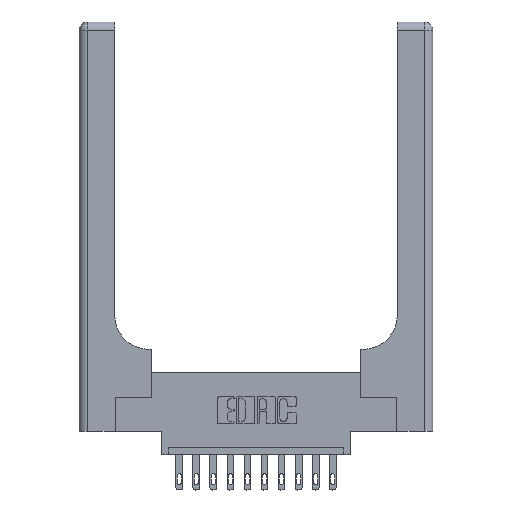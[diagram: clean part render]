
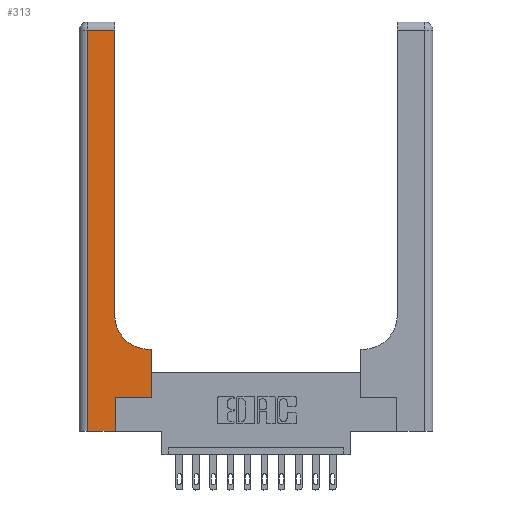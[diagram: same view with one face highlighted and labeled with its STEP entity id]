
A CAD part, top view. The second image highlights one B-rep face of the part: STEP entity #313.
In plain terms, the highlighted planar face has unit normal (0, 0, 1).
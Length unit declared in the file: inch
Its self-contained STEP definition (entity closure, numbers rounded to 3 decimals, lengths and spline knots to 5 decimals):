
#106 = LINE ( 'NONE', #350, #1228 ) ;
#313 = ADVANCED_FACE ( 'NONE', ( #786 ), #10791, .F. ) ;
#350 = CARTESIAN_POINT ( 'NONE',  ( 0.26, 3., 0.37 ) ) ;
#495 = EDGE_CURVE ( 'NONE', #1720, #6199, #2259, .T. ) ;
#516 = CARTESIAN_POINT ( 'NONE',  ( 0.51, 0.85, 0.37 ) ) ;
#786 = FACE_OUTER_BOUND ( 'NONE', #1712, .T. ) ;
#907 = DIRECTION ( 'NONE',  ( 1., 0., 0. ) ) ;
#1144 = LINE ( 'NONE', #2120, #7831 ) ;
#1228 = VECTOR ( 'NONE', #5094, 39.37008 ) ;
#1379 = LINE ( 'NONE', #7347, #5815 ) ;
#1712 = EDGE_LOOP ( 'NONE', ( #2166, #6926, #14719, #5606, #6215, #12341, #11126, #12013, #2974 ) ) ;
#1720 = VERTEX_POINT ( 'NONE', #4203 ) ;
#2030 = EDGE_CURVE ( 'NONE', #4128, #11785, #106, .T. ) ;
#2064 = LINE ( 'NONE', #8217, #12864 ) ;
#2120 = CARTESIAN_POINT ( 'NONE',  ( 0., 0., 0.37 ) ) ;
#2166 = ORIENTED_EDGE ( 'NONE', *, *, #2030, .T. ) ;
#2187 = VERTEX_POINT ( 'NONE', #13538 ) ;
#2259 = LINE ( 'NONE', #13738, #14746 ) ;
#2743 = CARTESIAN_POINT ( 'NONE',  ( 0.06, 2.94, 0.37 ) ) ;
#2974 = ORIENTED_EDGE ( 'NONE', *, *, #11414, .T. ) ;
#3013 = EDGE_CURVE ( 'NONE', #12825, #8515, #7122, .T. ) ;
#3389 = VERTEX_POINT ( 'NONE', #5799 ) ;
#4127 = VECTOR ( 'NONE', #907, 39.37008 ) ;
#4128 = VERTEX_POINT ( 'NONE', #11816 ) ;
#4203 = CARTESIAN_POINT ( 'NONE',  ( 0.528, 0.6, 0.37 ) ) ;
#4552 = VECTOR ( 'NONE', #10624, 39.37008 ) ;
#5094 = DIRECTION ( 'NONE',  ( 0., 1., 0. ) ) ;
#5250 = CARTESIAN_POINT ( 'NONE',  ( 0.265, 0.25, 0.37 ) ) ;
#5502 = DIRECTION ( 'NONE',  ( 0., 1., 0. ) ) ;
#5606 = ORIENTED_EDGE ( 'NONE', *, *, #6021, .T. ) ;
#5799 = CARTESIAN_POINT ( 'NONE',  ( 0.06, 0., 0.37 ) ) ;
#5815 = VECTOR ( 'NONE', #6361, 39.37008 ) ;
#6021 = EDGE_CURVE ( 'NONE', #3389, #2187, #1144, .T. ) ;
#6199 = VERTEX_POINT ( 'NONE', #14900 ) ;
#6215 = ORIENTED_EDGE ( 'NONE', *, *, #14460, .T. ) ;
#6361 = DIRECTION ( 'NONE',  ( 0., 1., 0. ) ) ;
#6769 = CIRCLE ( 'NONE', #15162, 0.25 ) ;
#6798 = CARTESIAN_POINT ( 'NONE',  ( 0.26, 2.94, 0.37 ) ) ;
#6835 = CARTESIAN_POINT ( 'NONE',  ( 0., 2.94, 0.37 ) ) ;
#6836 = DIRECTION ( 'NONE',  ( -1., 0., 0. ) ) ;
#6926 = ORIENTED_EDGE ( 'NONE', *, *, #15941, .T. ) ;
#6938 = EDGE_CURVE ( 'NONE', #8515, #1720, #2064, .T. ) ;
#7122 = LINE ( 'NONE', #8523, #4127 ) ;
#7347 = CARTESIAN_POINT ( 'NONE',  ( 0.265, 0., 0.37 ) ) ;
#7831 = VECTOR ( 'NONE', #10736, 39.37008 ) ;
#8062 = DIRECTION ( 'NONE',  ( 0., 0., -1. ) ) ;
#8217 = CARTESIAN_POINT ( 'NONE',  ( 0.528, 0.25, 0.37 ) ) ;
#8224 = DIRECTION ( 'NONE',  ( 1., 0., 0. ) ) ;
#8515 = VERTEX_POINT ( 'NONE', #13034 ) ;
#8523 = CARTESIAN_POINT ( 'NONE',  ( 0.265, 0.25, 0.37 ) ) ;
#8561 = DIRECTION ( 'NONE',  ( -1., 0., 0. ) ) ;
#9571 = LINE ( 'NONE', #13423, #16044 ) ;
#9603 = VERTEX_POINT ( 'NONE', #2743 ) ;
#10271 = AXIS2_PLACEMENT_3D ( 'NONE', #15841, #10540, #6836 ) ;
#10540 = DIRECTION ( 'NONE',  ( 0., 0., -1. ) ) ;
#10624 = DIRECTION ( 'NONE',  ( -1., 0., 0. ) ) ;
#10736 = DIRECTION ( 'NONE',  ( 1., 0., 0. ) ) ;
#10791 = PLANE ( 'NONE',  #10271 ) ;
#11126 = ORIENTED_EDGE ( 'NONE', *, *, #6938, .T. ) ;
#11414 = EDGE_CURVE ( 'NONE', #6199, #4128, #6769, .T. ) ;
#11785 = VERTEX_POINT ( 'NONE', #6798 ) ;
#11816 = CARTESIAN_POINT ( 'NONE',  ( 0.26, 0.85, 0.37 ) ) ;
#12013 = ORIENTED_EDGE ( 'NONE', *, *, #495, .T. ) ;
#12341 = ORIENTED_EDGE ( 'NONE', *, *, #3013, .T. ) ;
#12825 = VERTEX_POINT ( 'NONE', #5250 ) ;
#12864 = VECTOR ( 'NONE', #5502, 39.37008 ) ;
#13034 = CARTESIAN_POINT ( 'NONE',  ( 0.528, 0.25, 0.37 ) ) ;
#13423 = CARTESIAN_POINT ( 'NONE',  ( 0.06, 3., 0.37 ) ) ;
#13538 = CARTESIAN_POINT ( 'NONE',  ( 0.265, 0., 0.37 ) ) ;
#13738 = CARTESIAN_POINT ( 'NONE',  ( 0.26, 0.6, 0.37 ) ) ;
#14460 = EDGE_CURVE ( 'NONE', #2187, #12825, #1379, .T. ) ;
#14719 = ORIENTED_EDGE ( 'NONE', *, *, #15606, .T. ) ;
#14746 = VECTOR ( 'NONE', #8561, 39.37008 ) ;
#14900 = CARTESIAN_POINT ( 'NONE',  ( 0.51, 0.6, 0.37 ) ) ;
#15162 = AXIS2_PLACEMENT_3D ( 'NONE', #516, #8062, #8224 ) ;
#15527 = LINE ( 'NONE', #6835, #4552 ) ;
#15606 = EDGE_CURVE ( 'NONE', #9603, #3389, #9571, .T. ) ;
#15841 = CARTESIAN_POINT ( 'NONE',  ( 0., 3., 0.37 ) ) ;
#15862 = DIRECTION ( 'NONE',  ( 0., -1., 0. ) ) ;
#15941 = EDGE_CURVE ( 'NONE', #11785, #9603, #15527, .T. ) ;
#16044 = VECTOR ( 'NONE', #15862, 39.37008 ) ;
